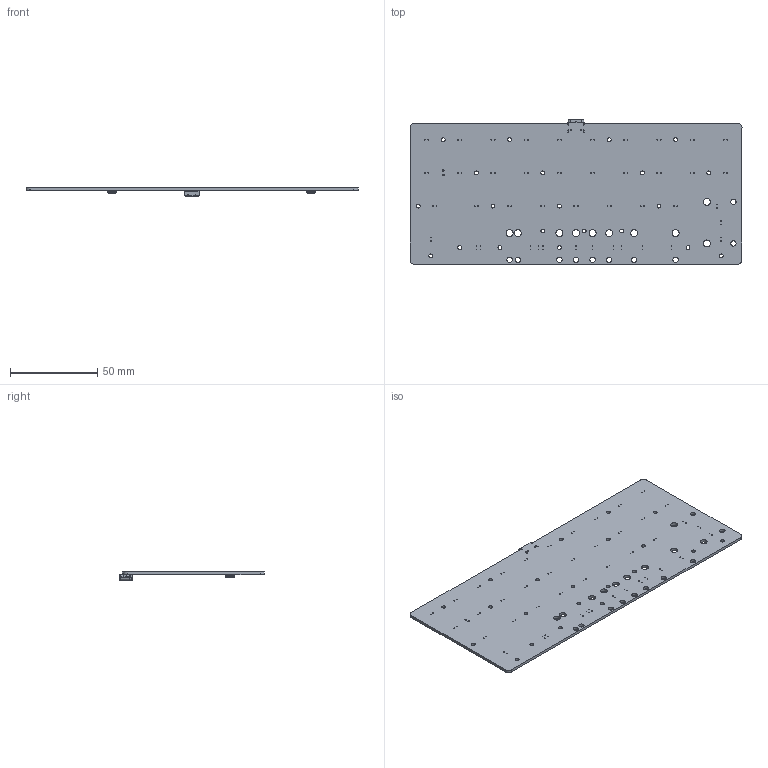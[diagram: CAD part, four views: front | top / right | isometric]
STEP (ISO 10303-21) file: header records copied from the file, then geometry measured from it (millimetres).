
FILE_DESCRIPTION(('KiCad electronic assembly'),'2;1');
FILE_NAME('pandemonium EC.step','2025-05-03T23:38:19',('Pcbnew'),( 'Kicad'),'Open CASCADE STEP processor 7.8','KiCad to STEP converter' ,'Unknown');
FILE_SCHEMA(('AUTOMOTIVE_DESIGN { 1 0 10303 214 1 1 1 1 }'));
Length unit declared in the file: millimetre
Products named in the file (6): pandemonium EC 1; CON_TYPE-C-31-M-12; CON_TYPE-C-31-M-12 v0; SSOP-16_4.4x5.2mm_P0.65mm; SSOP_16_44x52mm_P065mm; pandemonium EC 2 Layer_PCB
Assembly tree (6 placements, depth 3):
  pandemonium EC 1
    CON_TYPE-C-31-M-12
      CON_TYPE-C-31-M-12 v0
    SSOP-16_4.4x5.2mm_P0.65mm  x2
      SSOP_16_44x52mm_P065mm
    pandemonium EC 2 Layer_PCB
Bounding box: 190.5 x 82.88 x 4.8 mm (x, y, z)
Volume: 24155.5 mm3; surface area: 32535.7 mm2
Topology: 7 solids, 7 shells, 1284 faces, 3385 edges, 2092 vertices
Faces by surface type: plane 695, cylinder 445, bspline 80, sphere 32, torus 26, cone 6
Full cylindrical faces by diameter (mm): 0.4 x86, 0.5 x4, 0.65 x2, 1 x2, 2.2 x21, 3.048 x10, 3.988 x10
Entity records: 33149 total; most frequent: CARTESIAN_POINT 5447, DIRECTION 5342, ORIENTED_EDGE 5244, EDGE_CURVE 2622, AXIS2_PLACEMENT_3D 1783, LINE 1776, VECTOR 1776, VERTEX_POINT 1634
